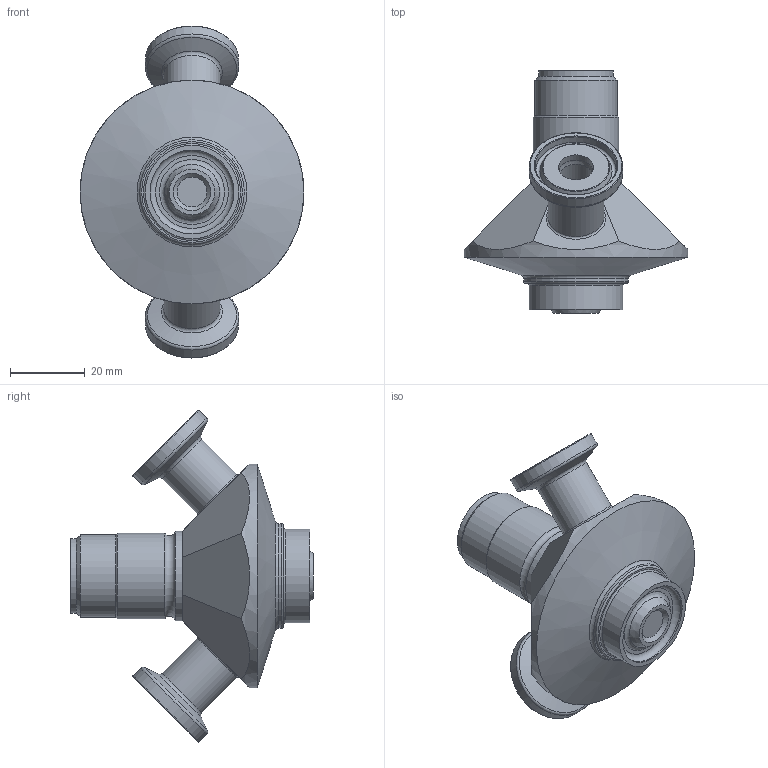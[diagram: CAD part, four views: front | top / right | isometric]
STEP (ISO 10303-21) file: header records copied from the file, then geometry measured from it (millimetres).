
FILE_DESCRIPTION(/* description */ ('This is a sample STEP configuration'),/* implementation_level */ '2;1');
FILE_NAME(/* name */ '850010.stp',/* time_stamp */ '2021-09-17T09:53:57+02:00',/* author */ ('powerJobs'),/* organization */ ('coolOrange'),/* preprocessor_version */ 'ST-DEVELOPER v18.1',/* originating_system */ 'Autodesk Inventor 2022',/* authorisation */ '');
FILE_SCHEMA (('AUTOMOTIVE_DESIGN { 1 0 10303 214 3 1 1 }'));
Length unit declared in the file: millimetre
Products named in the file (1): 850010
Bounding box: 60 x 65 x 88.99 mm (x, y, z)
Volume: 60058.3 mm3; surface area: 20999.3 mm2
Topology: 2 solids, 3 shells, 92 faces, 199 edges, 128 vertices
Faces by surface type: plane 27, cylinder 27, torus 21, cone 15, sphere 2
Full cylindrical faces by diameter (mm): 9 x2, 9.4 x2, 11.461 x2, 15 x2, 18.1 x1, 19.565 x1, 20 x1, 20.5 x2, 21 x1, 22 x3, 22.5 x1, 23 x1, 24 x1, 25 x3, 28 x1, 60 x1
Entity records: 2789 total; most frequent: DIRECTION 520, CARTESIAN_POINT 500, ORIENTED_EDGE 398, AXIS2_PLACEMENT_3D 232, EDGE_CURVE 199, CIRCLE 130, VERTEX_POINT 128, EDGE_LOOP 111
